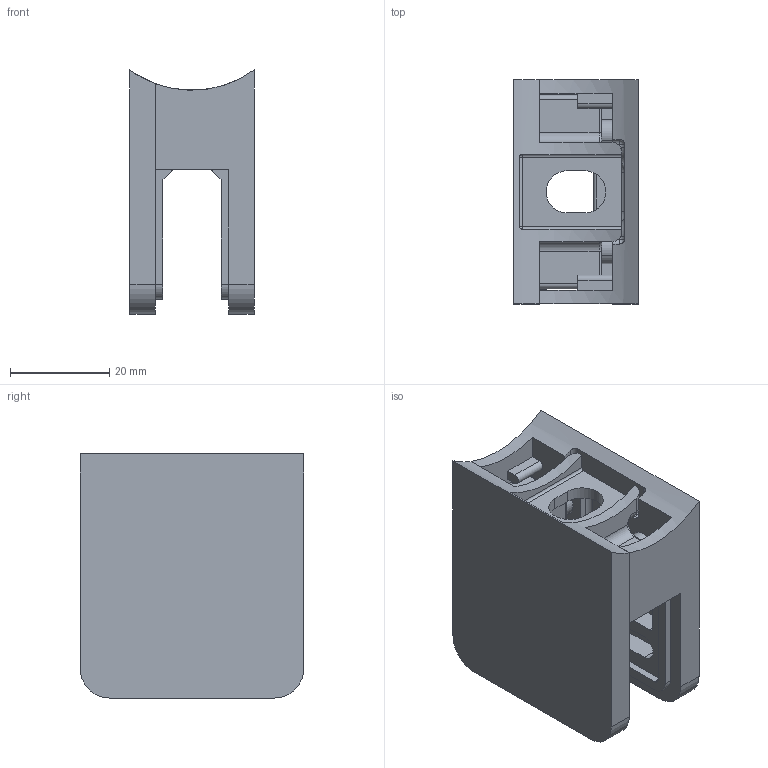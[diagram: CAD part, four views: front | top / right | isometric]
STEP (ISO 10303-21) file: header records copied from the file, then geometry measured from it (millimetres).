
FILE_DESCRIPTION (( 'STEP AP214' ), '1' );
FILE_NAME ('A_2100-042.STEP', '2021-04-14T12:31:54', ( '' ), ( '' ), 'SwSTEP 2.0', 'SolidWorks 2019', '' );
FILE_SCHEMA (( 'AUTOMOTIVE_DESIGN' ));
Length unit declared in the file: millimetre
Products named in the file (4): A_2100-042_2; A_2100-042; A_2100-042_1; Skrutka DIN 7991_Skrutka M 6x 16 
Assembly tree (4 placements, depth 2):
  A_2100-042
    A_2100-042_1
    A_2100-042_2
    Skrutka DIN 7991_Skrutka M 6x 16   x2
Bounding box: 25 x 45 x 49.08 mm (x, y, z)
Volume: 23908 mm3; surface area: 17184.9 mm2
Topology: 4 solids, 4 shells, 321 faces, 815 edges, 498 vertices
Faces by surface type: plane 139, cylinder 132, torus 22, cone 16, sphere 10, bspline 2
Entity records: 9468 total; most frequent: CARTESIAN_POINT 1801, DIRECTION 1633, ORIENTED_EDGE 1526, EDGE_CURVE 763, AXIS2_PLACEMENT_3D 585, VERTEX_POINT 476, VECTOR 463, LINE 463
